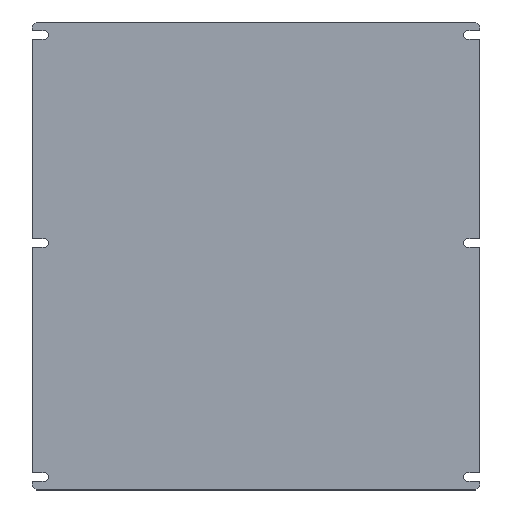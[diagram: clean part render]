
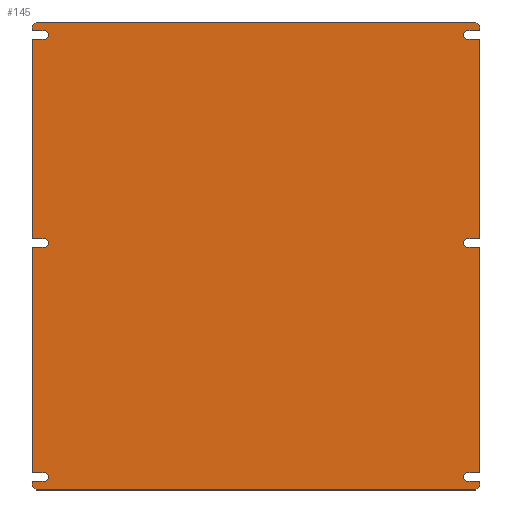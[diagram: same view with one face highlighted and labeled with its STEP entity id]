
A CAD part, top view. The second image highlights one B-rep face of the part: STEP entity #145.
In plain terms, the highlighted planar face has unit normal (0, 0, 1).
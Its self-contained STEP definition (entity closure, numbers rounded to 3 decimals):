
#102=CIRCLE('',#772,4.25);
#104=CIRCLE('',#778,4.25);
#106=CIRCLE('',#784,4.25);
#107=CIRCLE('',#793,4.25);
#109=CIRCLE('',#799,4.25);
#112=CIRCLE('',#806,4.25);
#145=ADVANCED_FACE('',(#207),#173,.F.);
#173=PLANE('',#808);
#207=FACE_OUTER_BOUND('',#241,.T.);
#241=EDGE_LOOP('',(#371,#372,#373,#374,#375,#376,#377,#378,#379,#380,#381,
#382,#383,#384,#385,#386,#387,#388,#389,#390,#391,#392,#393,#394,#395,#396,
#397,#398,#399,#400,#401,#402));
#371=ORIENTED_EDGE('',*,*,#592,.F.);
#372=ORIENTED_EDGE('',*,*,#594,.F.);
#373=ORIENTED_EDGE('',*,*,#502,.F.);
#374=ORIENTED_EDGE('',*,*,#505,.F.);
#375=ORIENTED_EDGE('',*,*,#508,.F.);
#376=ORIENTED_EDGE('',*,*,#511,.F.);
#377=ORIENTED_EDGE('',*,*,#514,.F.);
#378=ORIENTED_EDGE('',*,*,#517,.F.);
#379=ORIENTED_EDGE('',*,*,#520,.F.);
#380=ORIENTED_EDGE('',*,*,#523,.F.);
#381=ORIENTED_EDGE('',*,*,#526,.F.);
#382=ORIENTED_EDGE('',*,*,#529,.F.);
#383=ORIENTED_EDGE('',*,*,#532,.F.);
#384=ORIENTED_EDGE('',*,*,#535,.F.);
#385=ORIENTED_EDGE('',*,*,#538,.F.);
#386=ORIENTED_EDGE('',*,*,#541,.F.);
#387=ORIENTED_EDGE('',*,*,#544,.F.);
#388=ORIENTED_EDGE('',*,*,#547,.F.);
#389=ORIENTED_EDGE('',*,*,#550,.F.);
#390=ORIENTED_EDGE('',*,*,#553,.F.);
#391=ORIENTED_EDGE('',*,*,#556,.F.);
#392=ORIENTED_EDGE('',*,*,#559,.F.);
#393=ORIENTED_EDGE('',*,*,#562,.F.);
#394=ORIENTED_EDGE('',*,*,#565,.F.);
#395=ORIENTED_EDGE('',*,*,#568,.F.);
#396=ORIENTED_EDGE('',*,*,#570,.F.);
#397=ORIENTED_EDGE('',*,*,#574,.F.);
#398=ORIENTED_EDGE('',*,*,#577,.F.);
#399=ORIENTED_EDGE('',*,*,#580,.F.);
#400=ORIENTED_EDGE('',*,*,#582,.F.);
#401=ORIENTED_EDGE('',*,*,#586,.F.);
#402=ORIENTED_EDGE('',*,*,#589,.F.);
#436=VERTEX_POINT('',#991);
#438=VERTEX_POINT('',#995);
#440=VERTEX_POINT('',#1001);
#442=VERTEX_POINT('',#1007);
#444=VERTEX_POINT('',#1013);
#446=VERTEX_POINT('',#1019);
#448=VERTEX_POINT('',#1025);
#450=VERTEX_POINT('',#1031);
#452=VERTEX_POINT('',#1037);
#454=VERTEX_POINT('',#1043);
#456=VERTEX_POINT('',#1049);
#458=VERTEX_POINT('',#1055);
#460=VERTEX_POINT('',#1061);
#462=VERTEX_POINT('',#1067);
#464=VERTEX_POINT('',#1073);
#466=VERTEX_POINT('',#1079);
#468=VERTEX_POINT('',#1085);
#470=VERTEX_POINT('',#1091);
#472=VERTEX_POINT('',#1097);
#474=VERTEX_POINT('',#1103);
#476=VERTEX_POINT('',#1109);
#478=VERTEX_POINT('',#1115);
#480=VERTEX_POINT('',#1121);
#482=VERTEX_POINT('',#1127);
#484=VERTEX_POINT('',#1132);
#486=VERTEX_POINT('',#1139);
#488=VERTEX_POINT('',#1145);
#490=VERTEX_POINT('',#1151);
#492=VERTEX_POINT('',#1156);
#494=VERTEX_POINT('',#1163);
#496=VERTEX_POINT('',#1169);
#498=VERTEX_POINT('',#1175);
#502=EDGE_CURVE('',#438,#436,#598,.T.);
#505=EDGE_CURVE('',#440,#438,#601,.T.);
#508=EDGE_CURVE('',#442,#440,#604,.T.);
#511=EDGE_CURVE('',#444,#442,#607,.T.);
#514=EDGE_CURVE('',#446,#444,#610,.T.);
#517=EDGE_CURVE('',#448,#446,#613,.T.);
#520=EDGE_CURVE('',#450,#448,#616,.T.);
#523=EDGE_CURVE('',#452,#450,#102,.T.);
#526=EDGE_CURVE('',#454,#452,#620,.T.);
#529=EDGE_CURVE('',#456,#454,#623,.T.);
#532=EDGE_CURVE('',#458,#456,#626,.T.);
#535=EDGE_CURVE('',#460,#458,#104,.T.);
#538=EDGE_CURVE('',#462,#460,#630,.T.);
#541=EDGE_CURVE('',#464,#462,#633,.T.);
#544=EDGE_CURVE('',#466,#464,#636,.T.);
#547=EDGE_CURVE('',#468,#466,#106,.T.);
#550=EDGE_CURVE('',#470,#468,#640,.T.);
#553=EDGE_CURVE('',#472,#470,#643,.T.);
#556=EDGE_CURVE('',#474,#472,#646,.T.);
#559=EDGE_CURVE('',#476,#474,#649,.T.);
#562=EDGE_CURVE('',#478,#476,#652,.T.);
#565=EDGE_CURVE('',#480,#478,#655,.T.);
#568=EDGE_CURVE('',#482,#480,#658,.T.);
#570=EDGE_CURVE('',#484,#482,#107,.T.);
#574=EDGE_CURVE('',#486,#484,#662,.T.);
#577=EDGE_CURVE('',#488,#486,#665,.T.);
#580=EDGE_CURVE('',#490,#488,#668,.T.);
#582=EDGE_CURVE('',#492,#490,#109,.T.);
#586=EDGE_CURVE('',#494,#492,#672,.T.);
#589=EDGE_CURVE('',#496,#494,#675,.T.);
#592=EDGE_CURVE('',#498,#496,#678,.T.);
#594=EDGE_CURVE('',#436,#498,#112,.T.);
#598=LINE('',#996,#682);
#601=LINE('',#1002,#685);
#604=LINE('',#1008,#688);
#607=LINE('',#1014,#691);
#610=LINE('',#1020,#694);
#613=LINE('',#1026,#697);
#616=LINE('',#1032,#700);
#620=LINE('',#1044,#704);
#623=LINE('',#1050,#707);
#626=LINE('',#1056,#710);
#630=LINE('',#1068,#714);
#633=LINE('',#1074,#717);
#636=LINE('',#1080,#720);
#640=LINE('',#1092,#724);
#643=LINE('',#1098,#727);
#646=LINE('',#1104,#730);
#649=LINE('',#1110,#733);
#652=LINE('',#1116,#736);
#655=LINE('',#1122,#739);
#658=LINE('',#1128,#742);
#662=LINE('',#1140,#746);
#665=LINE('',#1146,#749);
#668=LINE('',#1152,#752);
#672=LINE('',#1164,#756);
#675=LINE('',#1170,#759);
#678=LINE('',#1176,#762);
#682=VECTOR('',#815,1.);
#685=VECTOR('',#820,1.);
#688=VECTOR('',#825,1.);
#691=VECTOR('',#830,1.);
#694=VECTOR('',#835,1.);
#697=VECTOR('',#840,1.);
#700=VECTOR('',#845,1.);
#704=VECTOR('',#857,1.);
#707=VECTOR('',#862,1.);
#710=VECTOR('',#867,1.);
#714=VECTOR('',#879,1.);
#717=VECTOR('',#884,1.);
#720=VECTOR('',#889,1.);
#724=VECTOR('',#901,1.);
#727=VECTOR('',#906,1.);
#730=VECTOR('',#911,1.);
#733=VECTOR('',#916,1.);
#736=VECTOR('',#921,1.);
#739=VECTOR('',#926,1.);
#742=VECTOR('',#931,1.);
#746=VECTOR('',#943,1.);
#749=VECTOR('',#948,1.);
#752=VECTOR('',#953,1.);
#756=VECTOR('',#965,1.);
#759=VECTOR('',#970,1.);
#762=VECTOR('',#975,1.);
#772=AXIS2_PLACEMENT_3D('',#1038,#851,#852);
#778=AXIS2_PLACEMENT_3D('',#1062,#873,#874);
#784=AXIS2_PLACEMENT_3D('',#1086,#895,#896);
#793=AXIS2_PLACEMENT_3D('',#1133,#935,#936);
#799=AXIS2_PLACEMENT_3D('',#1157,#957,#958);
#806=AXIS2_PLACEMENT_3D('',#1179,#980,#981);
#808=AXIS2_PLACEMENT_3D('',#1181,#984,#985);
#815=DIRECTION('',(1.,0.,0.));
#820=DIRECTION('',(0.,1.,0.));
#825=DIRECTION('',(-0.707,0.707,0.));
#830=DIRECTION('',(-1.,0.,0.));
#835=DIRECTION('',(-0.707,-0.707,0.));
#840=DIRECTION('',(0.,-1.,0.));
#845=DIRECTION('',(1.,0.,0.));
#851=DIRECTION('',(0.,0.,1.));
#852=DIRECTION('',(1.,0.,0.));
#857=DIRECTION('',(-1.,0.,0.));
#862=DIRECTION('',(0.,-1.,0.));
#867=DIRECTION('',(1.,0.,0.));
#873=DIRECTION('',(0.,0.,1.));
#874=DIRECTION('',(1.,0.,0.));
#879=DIRECTION('',(-1.,0.,0.));
#884=DIRECTION('',(0.,-1.,0.));
#889=DIRECTION('',(1.,0.,0.));
#895=DIRECTION('',(0.,0.,1.));
#896=DIRECTION('',(1.,0.,0.));
#901=DIRECTION('',(-1.,0.,0.));
#906=DIRECTION('',(0.,-1.,0.));
#911=DIRECTION('',(0.707,-0.707,0.));
#916=DIRECTION('',(1.,0.,0.));
#921=DIRECTION('',(0.707,0.707,0.));
#926=DIRECTION('',(0.,1.,0.));
#931=DIRECTION('',(-1.,0.,0.));
#935=DIRECTION('',(0.,0.,1.));
#936=DIRECTION('',(1.,0.,0.));
#943=DIRECTION('',(1.,0.,0.));
#948=DIRECTION('',(0.,1.,0.));
#953=DIRECTION('',(-1.,0.,0.));
#957=DIRECTION('',(0.,0.,1.));
#958=DIRECTION('',(1.,0.,0.));
#965=DIRECTION('',(1.,0.,0.));
#970=DIRECTION('',(0.,1.,0.));
#975=DIRECTION('',(-1.,0.,0.));
#980=DIRECTION('',(0.,0.,1.));
#981=DIRECTION('',(1.,0.,0.));
#984=DIRECTION('',(0.,0.,-1.));
#985=DIRECTION('',(-1.,0.,0.));
#991=CARTESIAN_POINT('',(-363.469,-453.615,2.));
#995=CARTESIAN_POINT('',(-374.719,-453.615,2.));
#996=CARTESIAN_POINT('',(66.031,-453.615,2.));
#1001=CARTESIAN_POINT('',(-374.719,-458.325,2.));
#1002=CARTESIAN_POINT('',(-374.719,-476.865,2.));
#1007=CARTESIAN_POINT('',(-371.179,-461.865,2.));
#1008=CARTESIAN_POINT('',(-372.949,-460.095,2.));
#1013=CARTESIAN_POINT('',(51.741,-461.865,2.));
#1014=CARTESIAN_POINT('',(66.031,-461.865,2.));
#1019=CARTESIAN_POINT('',(55.281,-458.325,2.));
#1020=CARTESIAN_POINT('',(53.511,-460.095,2.));
#1025=CARTESIAN_POINT('',(55.281,-453.615,2.));
#1026=CARTESIAN_POINT('',(55.281,-476.865,2.));
#1031=CARTESIAN_POINT('',(44.031,-453.615,2.));
#1032=CARTESIAN_POINT('',(66.031,-453.615,2.));
#1037=CARTESIAN_POINT('',(44.031,-445.115,2.));
#1038=CARTESIAN_POINT('',(44.031,-449.365,2.));
#1043=CARTESIAN_POINT('',(55.281,-445.115,2.));
#1044=CARTESIAN_POINT('',(66.031,-445.115,2.));
#1049=CARTESIAN_POINT('',(55.281,-228.615,2.));
#1050=CARTESIAN_POINT('',(55.281,-551.865,2.));
#1055=CARTESIAN_POINT('',(44.031,-228.615,2.));
#1056=CARTESIAN_POINT('',(66.031,-228.615,2.));
#1061=CARTESIAN_POINT('',(44.031,-220.115,2.));
#1062=CARTESIAN_POINT('',(44.031,-224.365,2.));
#1067=CARTESIAN_POINT('',(55.281,-220.115,2.));
#1068=CARTESIAN_POINT('',(66.031,-220.115,2.));
#1073=CARTESIAN_POINT('',(55.281,-28.615,2.));
#1074=CARTESIAN_POINT('',(55.281,-551.865,2.));
#1079=CARTESIAN_POINT('',(44.031,-28.615,2.));
#1080=CARTESIAN_POINT('',(66.031,-28.615,2.));
#1085=CARTESIAN_POINT('',(44.031,-20.115,2.));
#1086=CARTESIAN_POINT('',(44.031,-24.365,2.));
#1091=CARTESIAN_POINT('',(55.281,-20.115,2.));
#1092=CARTESIAN_POINT('',(66.031,-20.115,2.));
#1097=CARTESIAN_POINT('',(55.281,-15.405,2.));
#1098=CARTESIAN_POINT('',(55.281,-626.865,2.));
#1103=CARTESIAN_POINT('',(51.741,-11.865,2.));
#1104=CARTESIAN_POINT('',(53.511,-13.635,2.));
#1109=CARTESIAN_POINT('',(-371.179,-11.865,2.));
#1110=CARTESIAN_POINT('',(66.031,-11.865,2.));
#1115=CARTESIAN_POINT('',(-374.719,-15.405,2.));
#1116=CARTESIAN_POINT('',(-372.949,-13.635,2.));
#1121=CARTESIAN_POINT('',(-374.719,-20.115,2.));
#1122=CARTESIAN_POINT('',(-374.719,-626.865,2.));
#1127=CARTESIAN_POINT('',(-363.469,-20.115,2.));
#1128=CARTESIAN_POINT('',(66.031,-20.115,2.));
#1132=CARTESIAN_POINT('',(-363.469,-28.615,2.));
#1133=CARTESIAN_POINT('',(-363.469,-24.365,2.));
#1139=CARTESIAN_POINT('',(-374.719,-28.615,2.));
#1140=CARTESIAN_POINT('',(66.031,-28.615,2.));
#1145=CARTESIAN_POINT('',(-374.719,-220.115,2.));
#1146=CARTESIAN_POINT('',(-374.719,-551.865,2.));
#1151=CARTESIAN_POINT('',(-363.469,-220.115,2.));
#1152=CARTESIAN_POINT('',(66.031,-220.115,2.));
#1156=CARTESIAN_POINT('',(-363.469,-228.615,2.));
#1157=CARTESIAN_POINT('',(-363.469,-224.365,2.));
#1163=CARTESIAN_POINT('',(-374.719,-228.615,2.));
#1164=CARTESIAN_POINT('',(66.031,-228.615,2.));
#1169=CARTESIAN_POINT('',(-374.719,-445.115,2.));
#1170=CARTESIAN_POINT('',(-374.719,-551.865,2.));
#1175=CARTESIAN_POINT('',(-363.469,-445.115,2.));
#1176=CARTESIAN_POINT('',(66.031,-445.115,2.));
#1179=CARTESIAN_POINT('',(-363.469,-449.365,2.));
#1181=CARTESIAN_POINT('',(66.031,-551.865,2.));
